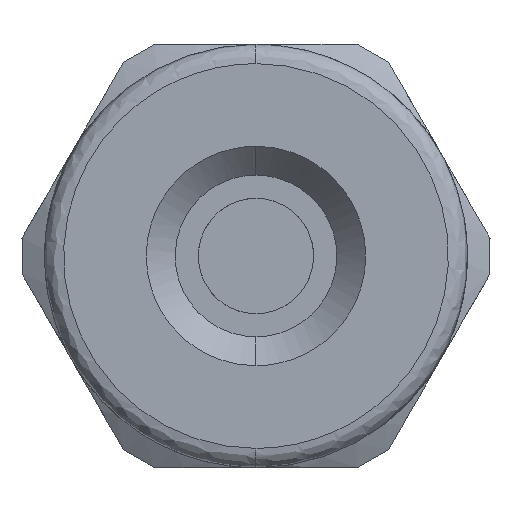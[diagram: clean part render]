
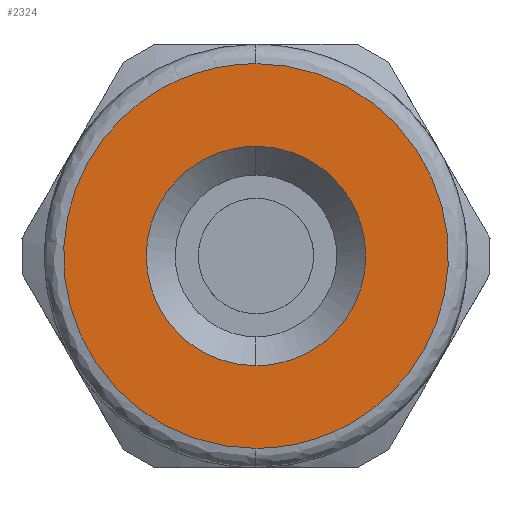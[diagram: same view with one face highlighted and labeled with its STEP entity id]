
A CAD part, front view. The second image highlights one B-rep face of the part: STEP entity #2324.
In plain terms, the highlighted free-form (B-spline) face has degree [1, 1] with [2, 2] control points.
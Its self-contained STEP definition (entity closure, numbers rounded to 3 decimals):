
#18 = CARTESIAN_POINT ( 'NONE',  ( 5.06, 0., -5.06 ) ) ;
#72 = CARTESIAN_POINT ( 'NONE',  ( 0., 0., 5. ) ) ;
#80 = CARTESIAN_POINT ( 'NONE',  ( 2.28, 0., -1.751 ) ) ;
#89 = CARTESIAN_POINT ( 'NONE',  ( 2.49, 0., 1.436 ) ) ;
#185 = CARTESIAN_POINT ( 'NONE',  ( -2.776, 0., -0.745 ) ) ;
#194 = CARTESIAN_POINT ( 'NONE',  ( -1.751, 0., 2.28 ) ) ;
#311 = CARTESIAN_POINT ( 'NONE',  ( 2.776, 0., -0.745 ) ) ;
#333 = CARTESIAN_POINT ( 'NONE',  ( -10., 0., 5. ) ) ;
#411 = CARTESIAN_POINT ( 'NONE',  ( -2.85, 0., -0.374 ) ) ;
#421 =( BOUNDED_CURVE ( )  B_SPLINE_CURVE ( 3, ( #3057, #2586, #1616, #1405 ),
 .UNSPECIFIED., .F., .T. ) 
 B_SPLINE_CURVE_WITH_KNOTS ( ( 4, 4 ),
 ( 0., 3.142 ),
 .UNSPECIFIED. ) 
 CURVE ( )  GEOMETRIC_REPRESENTATION_ITEM ( )  RATIONAL_B_SPLINE_CURVE ( ( 0.957, 0.319, 0.319, 0.957 ) ) 
 REPRESENTATION_ITEM ( '' )  );
#431 = CARTESIAN_POINT ( 'NONE',  ( -2.85, 0., 0.374 ) ) ;
#434 = ORIENTED_EDGE ( 'NONE', *, *, #1506, .T. ) ;
#470 = B_SPLINE_CURVE_WITH_KNOTS ( 'NONE', 3,
 ( #3095, #3053, #2353, #903, #1893, #1626, #1609, #185, #411, #431, #1853, #1882, #682, #194, #919, #1488, #1704, #2695 ),
 .UNSPECIFIED., .F., .F.,
 ( 4, 2, 2, 2, 2, 2, 2, 2, 4 ),
 ( 0., 0.393, 0.785, 1.178, 1.571, 1.963, 2.356, 2.749, 3.142 ),
 .UNSPECIFIED. ) ;
#556 = CARTESIAN_POINT ( 'NONE',  ( 1.436, 0., 2.49 ) ) ;
#565 = CARTESIAN_POINT ( 'NONE',  ( 0., 0., -2.85 ) ) ;
#616 = CARTESIAN_POINT ( 'NONE',  ( 0., 0., -5. ) ) ;
#682 = CARTESIAN_POINT ( 'NONE',  ( -2.28, 0., 1.751 ) ) ;
#762 = CARTESIAN_POINT ( 'NONE',  ( 0.745, 0., 2.776 ) ) ;
#775 = CARTESIAN_POINT ( 'NONE',  ( 2.85, 0., 0.374 ) ) ;
#880 = EDGE_CURVE ( 'NONE', #1121, #1986, #2399, .T. ) ;
#903 = CARTESIAN_POINT ( 'NONE',  ( -1.436, 0., -2.49 ) ) ;
#919 = CARTESIAN_POINT ( 'NONE',  ( -1.436, 0., 2.49 ) ) ;
#926 = VERTEX_POINT ( 'NONE', #616 ) ;
#956 = FACE_BOUND ( 'NONE', #3023, .T. ) ;
#1121 = VERTEX_POINT ( 'NONE', #2836 ) ;
#1189 = ORIENTED_EDGE ( 'NONE', *, *, #2418, .F. ) ;
#1277 = CARTESIAN_POINT ( 'NONE',  ( 0.374, 0., 2.85 ) ) ;
#1292 = CARTESIAN_POINT ( 'NONE',  ( 2.49, 0., -1.436 ) ) ;
#1400 = EDGE_CURVE ( 'NONE', #2916, #926, #421, .T. ) ;
#1405 = CARTESIAN_POINT ( 'NONE',  ( 0., 0., -5. ) ) ;
#1416 = CARTESIAN_POINT ( 'NONE',  ( 0., 0., 5. ) ) ;
#1488 = CARTESIAN_POINT ( 'NONE',  ( -0.745, 0., 2.776 ) ) ;
#1506 = EDGE_CURVE ( 'NONE', #1986, #1121, #470, .T. ) ;
#1513 = CARTESIAN_POINT ( 'NONE',  ( 2.85, 0., -0.374 ) ) ;
#1609 = CARTESIAN_POINT ( 'NONE',  ( -2.49, 0., -1.436 ) ) ;
#1616 = CARTESIAN_POINT ( 'NONE',  ( 10., 0., -5. ) ) ;
#1626 = CARTESIAN_POINT ( 'NONE',  ( -2.28, 0., -1.751 ) ) ;
#1687 = CARTESIAN_POINT ( 'NONE',  ( 5.06, 0., 5.06 ) ) ;
#1704 = CARTESIAN_POINT ( 'NONE',  ( -0.374, 0., 2.85 ) ) ;
#1723 = CARTESIAN_POINT ( 'NONE',  ( -5.06, 0., 5.06 ) ) ;
#1729 = CARTESIAN_POINT ( 'NONE',  ( 1.751, 0., 2.28 ) ) ;
#1747 = CARTESIAN_POINT ( 'NONE',  ( 1.751, 0., -2.28 ) ) ;
#1760 = CARTESIAN_POINT ( 'NONE',  ( 2.776, 0., 0.745 ) ) ;
#1770 = CARTESIAN_POINT ( 'NONE',  ( 0., 0., -5. ) ) ;
#1853 = CARTESIAN_POINT ( 'NONE',  ( -2.776, 0., 0.745 ) ) ;
#1882 = CARTESIAN_POINT ( 'NONE',  ( -2.49, 0., 1.436 ) ) ;
#1893 = CARTESIAN_POINT ( 'NONE',  ( -1.751, 0., -2.28 ) ) ;
#1971 = CARTESIAN_POINT ( 'NONE',  ( -5.06, 0., -5.06 ) ) ;
#1986 = VERTEX_POINT ( 'NONE', #2417 ) ;
#2181 =( BOUNDED_CURVE ( )  B_SPLINE_CURVE ( 3, ( #1770, #2232, #333, #72 ),
 .UNSPECIFIED., .F., .F. ) 
 B_SPLINE_CURVE_WITH_KNOTS ( ( 4, 4 ),
 ( 0., 3.142 ),
 .UNSPECIFIED. ) 
 CURVE ( )  GEOMETRIC_REPRESENTATION_ITEM ( )  RATIONAL_B_SPLINE_CURVE ( ( 0.957, 0.319, 0.319, 0.957 ) ) 
 REPRESENTATION_ITEM ( '' )  );
#2232 = CARTESIAN_POINT ( 'NONE',  ( -10., 0., -5. ) ) ;
#2248 = CARTESIAN_POINT ( 'NONE',  ( 0.745, 0., -2.776 ) ) ;
#2324 = ADVANCED_FACE ( 'NONE', ( #956, #2662 ), #2938, .T. ) ;
#2353 = CARTESIAN_POINT ( 'NONE',  ( -0.745, 0., -2.776 ) ) ;
#2399 = B_SPLINE_CURVE_WITH_KNOTS ( 'NONE', 3,
 ( #2486, #1277, #762, #556, #1729, #2951, #89, #1760, #775, #1513, #311, #1292, #80, #1747, #2974, #2248, #2692, #565 ),
 .UNSPECIFIED., .F., .F.,
 ( 4, 2, 2, 2, 2, 2, 2, 2, 4 ),
 ( 0., 0.393, 0.785, 1.178, 1.571, 1.963, 2.356, 2.749, 3.142 ),
 .UNSPECIFIED. ) ;
#2417 = CARTESIAN_POINT ( 'NONE',  ( 0., 0., -2.85 ) ) ;
#2418 = EDGE_CURVE ( 'NONE', #926, #2916, #2181, .T. ) ;
#2486 = CARTESIAN_POINT ( 'NONE',  ( 0., 0., 2.85 ) ) ;
#2567 = ORIENTED_EDGE ( 'NONE', *, *, #880, .T. ) ;
#2586 = CARTESIAN_POINT ( 'NONE',  ( 10., 0., 5. ) ) ;
#2662 = FACE_OUTER_BOUND ( 'NONE', #2806, .T. ) ;
#2692 = CARTESIAN_POINT ( 'NONE',  ( 0.374, 0., -2.85 ) ) ;
#2695 = CARTESIAN_POINT ( 'NONE',  ( 0., 0., 2.85 ) ) ;
#2806 = EDGE_LOOP ( 'NONE', ( #2923, #1189 ) ) ;
#2836 = CARTESIAN_POINT ( 'NONE',  ( 0., 0., 2.85 ) ) ;
#2916 = VERTEX_POINT ( 'NONE', #1416 ) ;
#2923 = ORIENTED_EDGE ( 'NONE', *, *, #1400, .F. ) ;
#2938 = B_SPLINE_SURFACE_WITH_KNOTS ( 'NONE', 1, 1, ( 
 ( #1723, #1687 ),
 ( #1971, #18 ) ),
 .UNSPECIFIED., .F., .F., .F.,
 ( 2, 2 ),
 ( 2, 2 ),
 ( 0., 1. ),
 ( 0., 1. ),
 .UNSPECIFIED. ) ;
#2951 = CARTESIAN_POINT ( 'NONE',  ( 2.28, 0., 1.751 ) ) ;
#2974 = CARTESIAN_POINT ( 'NONE',  ( 1.436, 0., -2.49 ) ) ;
#3023 = EDGE_LOOP ( 'NONE', ( #434, #2567 ) ) ;
#3053 = CARTESIAN_POINT ( 'NONE',  ( -0.374, 0., -2.85 ) ) ;
#3057 = CARTESIAN_POINT ( 'NONE',  ( 0., 0., 5. ) ) ;
#3095 = CARTESIAN_POINT ( 'NONE',  ( 0., 0., -2.85 ) ) ;
